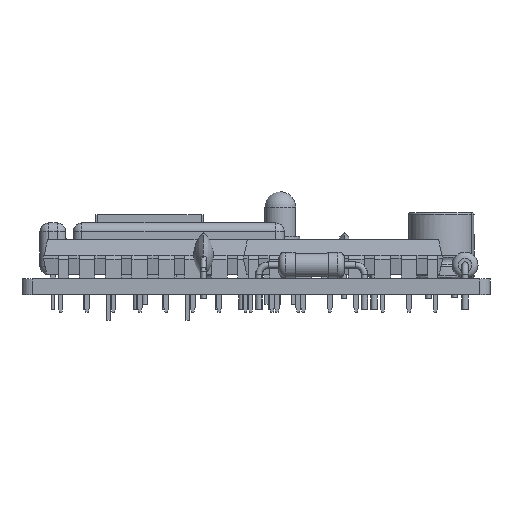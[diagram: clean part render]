
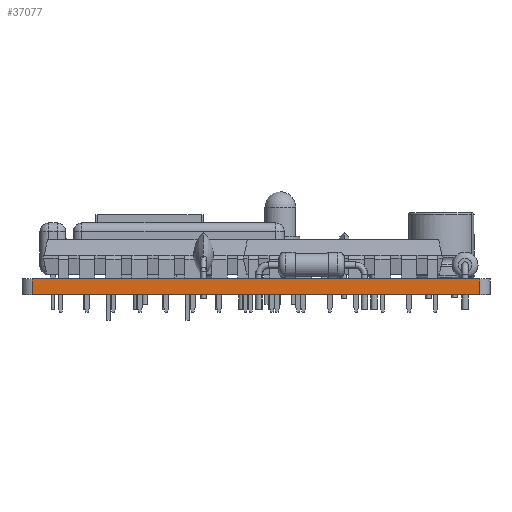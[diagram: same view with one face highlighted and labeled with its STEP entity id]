
A CAD part, front view. The second image highlights one B-rep face of the part: STEP entity #37077.
In plain terms, the highlighted planar face has unit normal (0, -1, 0).
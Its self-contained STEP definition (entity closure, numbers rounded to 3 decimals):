
#33866 = VERTEX_POINT('',#33867);
#33867 = CARTESIAN_POINT('',(119.07,-136.267,0.));
#33874 = EDGE_CURVE('',#33875,#33866,#33877,.T.);
#33875 = VERTEX_POINT('',#33876);
#33876 = CARTESIAN_POINT('',(162.07,-136.267,0.));
#33877 = LINE('',#33878,#33879);
#33878 = CARTESIAN_POINT('',(162.07,-136.267,0.));
#33879 = VECTOR('',#33880,1.);
#33880 = DIRECTION('',(-1.,0.,0.));
#35458 = VERTEX_POINT('',#35459);
#35459 = CARTESIAN_POINT('',(119.07,-136.267,1.51));
#35466 = EDGE_CURVE('',#35467,#35458,#35469,.T.);
#35467 = VERTEX_POINT('',#35468);
#35468 = CARTESIAN_POINT('',(162.07,-136.267,1.51));
#35469 = LINE('',#35470,#35471);
#35470 = CARTESIAN_POINT('',(162.07,-136.267,1.51));
#35471 = VECTOR('',#35472,1.);
#35472 = DIRECTION('',(-1.,0.,0.));
#37049 = EDGE_CURVE('',#33875,#35467,#37050,.T.);
#37050 = LINE('',#37051,#37052);
#37051 = CARTESIAN_POINT('',(162.07,-136.267,0.));
#37052 = VECTOR('',#37053,1.);
#37053 = DIRECTION('',(0.,0.,1.));
#37077 = ADVANCED_FACE('',(#37078),#37089,.T.);
#37078 = FACE_BOUND('',#37079,.T.);
#37079 = EDGE_LOOP('',(#37080,#37081,#37082,#37088));
#37080 = ORIENTED_EDGE('',*,*,#37049,.T.);
#37081 = ORIENTED_EDGE('',*,*,#35466,.T.);
#37082 = ORIENTED_EDGE('',*,*,#37083,.F.);
#37083 = EDGE_CURVE('',#33866,#35458,#37084,.T.);
#37084 = LINE('',#37085,#37086);
#37085 = CARTESIAN_POINT('',(119.07,-136.267,0.));
#37086 = VECTOR('',#37087,1.);
#37087 = DIRECTION('',(0.,0.,1.));
#37088 = ORIENTED_EDGE('',*,*,#33874,.F.);
#37089 = PLANE('',#37090);
#37090 = AXIS2_PLACEMENT_3D('',#37091,#37092,#37093);
#37091 = CARTESIAN_POINT('',(162.07,-136.267,0.));
#37092 = DIRECTION('',(0.,-1.,0.));
#37093 = DIRECTION('',(-1.,0.,0.));
